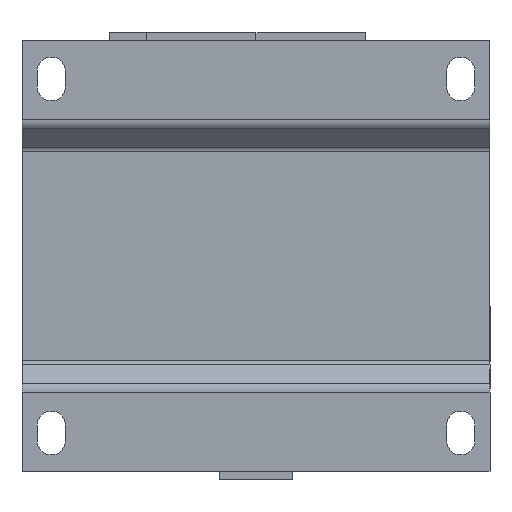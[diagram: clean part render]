
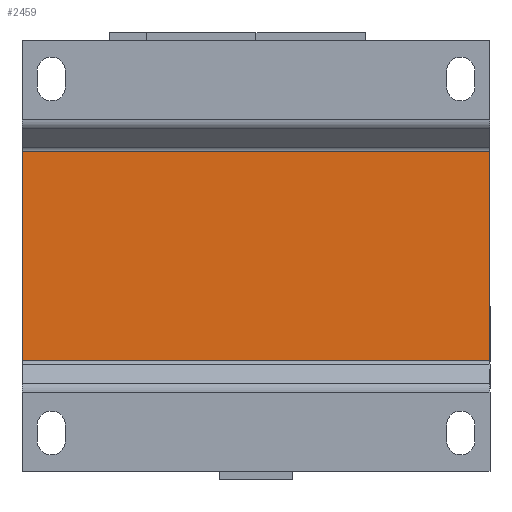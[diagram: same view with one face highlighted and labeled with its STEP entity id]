
A CAD part, front view. The second image highlights one B-rep face of the part: STEP entity #2459.
In plain terms, the highlighted planar face has unit normal (0, -1, 0).
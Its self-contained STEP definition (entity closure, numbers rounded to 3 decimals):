
#71 = CARTESIAN_POINT ( 'NONE',  ( -48., -41.5, 44.15 ) ) ;
#178 = CARTESIAN_POINT ( 'NONE',  ( 48., -41.5, 21.464 ) ) ;
#821 = VERTEX_POINT ( 'NONE', #5780 ) ;
#828 = EDGE_CURVE ( 'NONE', #5261, #3106, #7590, .T. ) ;
#970 = CARTESIAN_POINT ( 'NONE',  ( 0., -41.5, -21.464 ) ) ;
#1243 = ORIENTED_EDGE ( 'NONE', *, *, #4650, .F. ) ;
#1244 = DIRECTION ( 'NONE',  ( 0., 1., 0. ) ) ;
#1423 = CARTESIAN_POINT ( 'NONE',  ( -48., -41.5, -21.464 ) ) ;
#1825 = AXIS2_PLACEMENT_3D ( 'NONE', #3570, #1244, #2412 ) ;
#1887 = CARTESIAN_POINT ( 'NONE',  ( -48., -41.5, 21.464 ) ) ;
#2412 = DIRECTION ( 'NONE',  ( 1., 0., 0. ) ) ;
#2429 = ORIENTED_EDGE ( 'NONE', *, *, #828, .T. ) ;
#2459 = ADVANCED_FACE ( 'NONE', ( #3558 ), #3540, .F. ) ;
#2642 = CARTESIAN_POINT ( 'NONE',  ( 0., -41.5, 21.464 ) ) ;
#2770 = LINE ( 'NONE', #6292, #7456 ) ;
#2928 = LINE ( 'NONE', #71, #6045 ) ;
#2967 = DIRECTION ( 'NONE',  ( -1., 0., 0. ) ) ;
#3054 = LINE ( 'NONE', #970, #6274 ) ;
#3106 = VERTEX_POINT ( 'NONE', #1887 ) ;
#3264 = ORIENTED_EDGE ( 'NONE', *, *, #5291, .F. ) ;
#3540 = PLANE ( 'NONE',  #1825 ) ;
#3558 = FACE_OUTER_BOUND ( 'NONE', #7467, .T. ) ;
#3570 = CARTESIAN_POINT ( 'NONE',  ( 0., -41.5, 0. ) ) ;
#4650 = EDGE_CURVE ( 'NONE', #821, #6201, #3054, .T. ) ;
#5261 = VERTEX_POINT ( 'NONE', #178 ) ;
#5291 = EDGE_CURVE ( 'NONE', #5261, #821, #2770, .T. ) ;
#5352 = ORIENTED_EDGE ( 'NONE', *, *, #6560, .F. ) ;
#5646 = DIRECTION ( 'NONE',  ( -1., 0., 0. ) ) ;
#5664 = VECTOR ( 'NONE', #2967, 1000. ) ;
#5720 = DIRECTION ( 'NONE',  ( 0., 0., -1. ) ) ;
#5780 = CARTESIAN_POINT ( 'NONE',  ( 48., -41.5, -21.464 ) ) ;
#6045 = VECTOR ( 'NONE', #6446, 1000. ) ;
#6201 = VERTEX_POINT ( 'NONE', #1423 ) ;
#6274 = VECTOR ( 'NONE', #5646, 1000. ) ;
#6292 = CARTESIAN_POINT ( 'NONE',  ( 48., -41.5, 44.15 ) ) ;
#6446 = DIRECTION ( 'NONE',  ( 0., 0., 1. ) ) ;
#6560 = EDGE_CURVE ( 'NONE', #6201, #3106, #2928, .T. ) ;
#7456 = VECTOR ( 'NONE', #5720, 1000. ) ;
#7467 = EDGE_LOOP ( 'NONE', ( #1243, #3264, #2429, #5352 ) ) ;
#7590 = LINE ( 'NONE', #2642, #5664 ) ;
